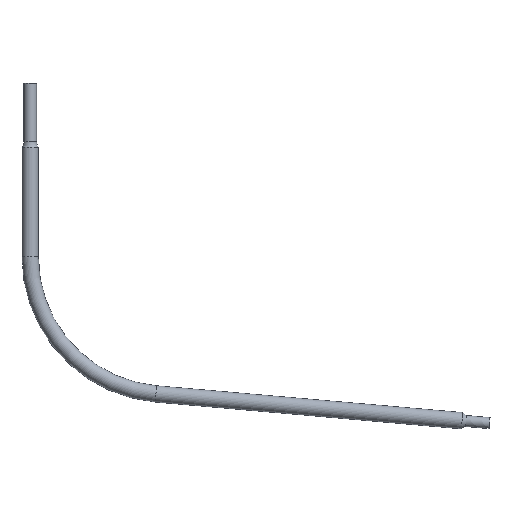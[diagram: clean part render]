
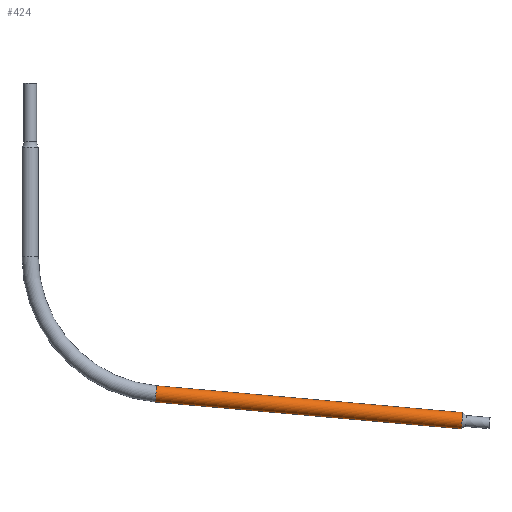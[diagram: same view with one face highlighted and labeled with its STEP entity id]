
A CAD part, top view. The second image highlights one B-rep face of the part: STEP entity #424.
In plain terms, the highlighted cylindrical face has radius 44.45 mm (diameter 88.9 mm), a partial arc.
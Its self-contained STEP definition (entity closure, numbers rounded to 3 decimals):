
#31 = ORIENTED_EDGE ( 'NONE', *, *, #1312, .F. ) ;
#122 = ORIENTED_EDGE ( 'NONE', *, *, #130, .T. ) ;
#128 = DIRECTION ( 'NONE',  ( 0.996, 0., 0.087 ) ) ;
#130 = EDGE_CURVE ( 'NONE', #691, #632, #901, .T. ) ;
#133 = CIRCLE ( 'NONE', #570, 44.45 ) ;
#163 = CARTESIAN_POINT ( 'NONE',  ( 688.507, 0., 1296.953 ) ) ;
#164 = VECTOR ( 'NONE', #1561, 1000. ) ;
#208 = CARTESIAN_POINT ( 'NONE',  ( 2350.75, 0., 1487. ) ) ;
#231 = DIRECTION ( 'NONE',  ( -0.087, 0., 0.996 ) ) ;
#254 = CYLINDRICAL_SURFACE ( 'NONE', #1669, 44.45 ) ;
#272 = VERTEX_POINT ( 'NONE', #415 ) ;
#319 = EDGE_CURVE ( 'NONE', #438, #691, #133, .T. ) ;
#351 = VECTOR ( 'NONE', #505, 1000. ) ;
#395 = CARTESIAN_POINT ( 'NONE',  ( 680.759, 0., 1385.515 ) ) ;
#415 = CARTESIAN_POINT ( 'NONE',  ( 2354.624, 0., 1442.719 ) ) ;
#424 = ADVANCED_FACE ( 'NONE', ( #521 ), #254, .T. ) ;
#438 = VERTEX_POINT ( 'NONE', #163 ) ;
#480 = CARTESIAN_POINT ( 'NONE',  ( 680.759, 0., 1385.515 ) ) ;
#505 = DIRECTION ( 'NONE',  ( 0.996, 0., 0.087 ) ) ;
#521 = FACE_OUTER_BOUND ( 'NONE', #1238, .T. ) ;
#570 = AXIS2_PLACEMENT_3D ( 'NONE', #1068, #987, #696 ) ;
#630 = LINE ( 'NONE', #1687, #351 ) ;
#632 = VERTEX_POINT ( 'NONE', #750 ) ;
#651 = ORIENTED_EDGE ( 'NONE', *, *, #1182, .F. ) ;
#691 = VERTEX_POINT ( 'NONE', #480 ) ;
#696 = DIRECTION ( 'NONE',  ( -0.087, 0., 0.996 ) ) ;
#750 = CARTESIAN_POINT ( 'NONE',  ( 2346.876, 0., 1531.281 ) ) ;
#829 = AXIS2_PLACEMENT_3D ( 'NONE', #208, #1395, #231 ) ;
#901 = LINE ( 'NONE', #395, #164 ) ;
#962 = CIRCLE ( 'NONE', #829, 44.45 ) ;
#987 = DIRECTION ( 'NONE',  ( 0.996, 0., 0.087 ) ) ;
#1068 = CARTESIAN_POINT ( 'NONE',  ( 684.633, 0., 1341.234 ) ) ;
#1182 = EDGE_CURVE ( 'NONE', #272, #632, #962, .T. ) ;
#1238 = EDGE_LOOP ( 'NONE', ( #31, #1480, #122, #651 ) ) ;
#1312 = EDGE_CURVE ( 'NONE', #438, #272, #630, .T. ) ;
#1341 = DIRECTION ( 'NONE',  ( -0.087, 0., 0.996 ) ) ;
#1395 = DIRECTION ( 'NONE',  ( 0.996, 0., 0.087 ) ) ;
#1466 = CARTESIAN_POINT ( 'NONE',  ( 684.633, 0., 1341.234 ) ) ;
#1480 = ORIENTED_EDGE ( 'NONE', *, *, #319, .T. ) ;
#1561 = DIRECTION ( 'NONE',  ( 0.996, 0., 0.087 ) ) ;
#1669 = AXIS2_PLACEMENT_3D ( 'NONE', #1466, #128, #1341 ) ;
#1687 = CARTESIAN_POINT ( 'NONE',  ( 688.507, 0., 1296.953 ) ) ;
